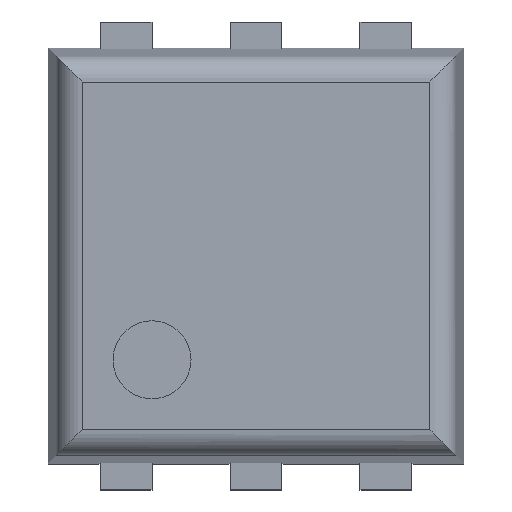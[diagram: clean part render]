
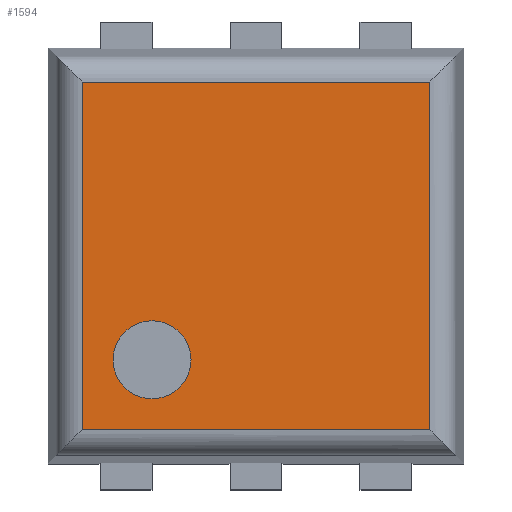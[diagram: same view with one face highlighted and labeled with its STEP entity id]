
A CAD part, top view. The second image highlights one B-rep face of the part: STEP entity #1594.
In plain terms, the highlighted planar face has unit normal (0, 0, 1).
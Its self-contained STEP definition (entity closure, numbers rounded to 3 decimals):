
#44 = CYLINDRICAL_SURFACE('',#45,0.1);
#45 = AXIS2_PLACEMENT_3D('',#46,#47,#48);
#46 = CARTESIAN_POINT('',(-0.76,0.668,0.38));
#47 = DIRECTION('',(1.,0.,0.));
#48 = DIRECTION('',(0.,0.996,0.089));
#460 = VERTEX_POINT('',#461);
#461 = CARTESIAN_POINT('',(-0.668,0.668,0.48));
#479 = CYLINDRICAL_SURFACE('',#480,0.1);
#480 = AXIS2_PLACEMENT_3D('',#481,#482,#483);
#481 = CARTESIAN_POINT('',(-0.668,-0.76,0.38));
#482 = DIRECTION('',(0.,1.,0.));
#483 = DIRECTION('',(-0.996,0.,0.089));
#494 = EDGE_CURVE('',#460,#495,#497,.T.);
#495 = VERTEX_POINT('',#496);
#496 = CARTESIAN_POINT('',(0.668,0.668,0.48));
#497 = SURFACE_CURVE('',#498,(#502,#509),.PCURVE_S1.);
#498 = LINE('',#499,#500);
#499 = CARTESIAN_POINT('',(-0.76,0.668,0.48));
#500 = VECTOR('',#501,1.);
#501 = DIRECTION('',(1.,0.,0.));
#502 = PCURVE('',#44,#503);
#503 = DEFINITIONAL_REPRESENTATION('',(#504),#508);
#504 = LINE('',#505,#506);
#505 = CARTESIAN_POINT('',(1.482,0.));
#506 = VECTOR('',#507,1.);
#507 = DIRECTION('',(0.,1.));
#508 = ( GEOMETRIC_REPRESENTATION_CONTEXT(2) 
PARAMETRIC_REPRESENTATION_CONTEXT() REPRESENTATION_CONTEXT('2D SPACE',''
  ) );
#509 = PCURVE('',#510,#515);
#510 = PLANE('',#511);
#511 = AXIS2_PLACEMENT_3D('',#512,#513,#514);
#512 = CARTESIAN_POINT('',(0.,0.,0.48));
#513 = DIRECTION('',(-0.,-0.,-1.));
#514 = DIRECTION('',(-1.,0.,0.));
#515 = DEFINITIONAL_REPRESENTATION('',(#516),#520);
#516 = LINE('',#517,#518);
#517 = CARTESIAN_POINT('',(0.76,0.668));
#518 = VECTOR('',#519,1.);
#519 = DIRECTION('',(-1.,0.));
#520 = ( GEOMETRIC_REPRESENTATION_CONTEXT(2) 
PARAMETRIC_REPRESENTATION_CONTEXT() REPRESENTATION_CONTEXT('2D SPACE',''
  ) );
#540 = CYLINDRICAL_SURFACE('',#541,0.1);
#541 = AXIS2_PLACEMENT_3D('',#542,#543,#544);
#542 = CARTESIAN_POINT('',(0.668,0.76,0.38));
#543 = DIRECTION('',(0.,-1.,0.));
#544 = DIRECTION('',(0.,0.,1.));
#1538 = VERTEX_POINT('',#1539);
#1539 = CARTESIAN_POINT('',(-0.668,-0.668,0.48));
#1557 = CYLINDRICAL_SURFACE('',#1558,0.1);
#1558 = AXIS2_PLACEMENT_3D('',#1559,#1560,#1561);
#1559 = CARTESIAN_POINT('',(0.76,-0.668,0.38));
#1560 = DIRECTION('',(-1.,0.,0.));
#1561 = DIRECTION('',(0.,0.,1.));
#1572 = EDGE_CURVE('',#1538,#460,#1573,.T.);
#1573 = SURFACE_CURVE('',#1574,(#1578,#1585),.PCURVE_S1.);
#1574 = LINE('',#1575,#1576);
#1575 = CARTESIAN_POINT('',(-0.668,-0.76,0.48));
#1576 = VECTOR('',#1577,1.);
#1577 = DIRECTION('',(0.,1.,0.));
#1578 = PCURVE('',#479,#1579);
#1579 = DEFINITIONAL_REPRESENTATION('',(#1580),#1584);
#1580 = LINE('',#1581,#1582);
#1581 = CARTESIAN_POINT('',(1.482,0.));
#1582 = VECTOR('',#1583,1.);
#1583 = DIRECTION('',(0.,1.));
#1584 = ( GEOMETRIC_REPRESENTATION_CONTEXT(2) 
PARAMETRIC_REPRESENTATION_CONTEXT() REPRESENTATION_CONTEXT('2D SPACE',''
  ) );
#1585 = PCURVE('',#510,#1586);
#1586 = DEFINITIONAL_REPRESENTATION('',(#1587),#1591);
#1587 = LINE('',#1588,#1589);
#1588 = CARTESIAN_POINT('',(0.668,-0.76));
#1589 = VECTOR('',#1590,1.);
#1590 = DIRECTION('',(0.,1.));
#1591 = ( GEOMETRIC_REPRESENTATION_CONTEXT(2) 
PARAMETRIC_REPRESENTATION_CONTEXT() REPRESENTATION_CONTEXT('2D SPACE',''
  ) );
#1594 = ADVANCED_FACE('',(#1595,#1643),#510,.F.);
#1595 = FACE_BOUND('',#1596,.F.);
#1596 = EDGE_LOOP('',(#1597,#1598,#1621,#1642));
#1597 = ORIENTED_EDGE('',*,*,#494,.T.);
#1598 = ORIENTED_EDGE('',*,*,#1599,.T.);
#1599 = EDGE_CURVE('',#495,#1600,#1602,.T.);
#1600 = VERTEX_POINT('',#1601);
#1601 = CARTESIAN_POINT('',(0.668,-0.668,0.48));
#1602 = SURFACE_CURVE('',#1603,(#1607,#1614),.PCURVE_S1.);
#1603 = LINE('',#1604,#1605);
#1604 = CARTESIAN_POINT('',(0.668,0.76,0.48));
#1605 = VECTOR('',#1606,1.);
#1606 = DIRECTION('',(0.,-1.,0.));
#1607 = PCURVE('',#510,#1608);
#1608 = DEFINITIONAL_REPRESENTATION('',(#1609),#1613);
#1609 = LINE('',#1610,#1611);
#1610 = CARTESIAN_POINT('',(-0.668,0.76));
#1611 = VECTOR('',#1612,1.);
#1612 = DIRECTION('',(0.,-1.));
#1613 = ( GEOMETRIC_REPRESENTATION_CONTEXT(2) 
PARAMETRIC_REPRESENTATION_CONTEXT() REPRESENTATION_CONTEXT('2D SPACE',''
  ) );
#1614 = PCURVE('',#540,#1615);
#1615 = DEFINITIONAL_REPRESENTATION('',(#1616),#1620);
#1616 = LINE('',#1617,#1618);
#1617 = CARTESIAN_POINT('',(-0.,0.));
#1618 = VECTOR('',#1619,1.);
#1619 = DIRECTION('',(-0.,1.));
#1620 = ( GEOMETRIC_REPRESENTATION_CONTEXT(2) 
PARAMETRIC_REPRESENTATION_CONTEXT() REPRESENTATION_CONTEXT('2D SPACE',''
  ) );
#1621 = ORIENTED_EDGE('',*,*,#1622,.T.);
#1622 = EDGE_CURVE('',#1600,#1538,#1623,.T.);
#1623 = SURFACE_CURVE('',#1624,(#1628,#1635),.PCURVE_S1.);
#1624 = LINE('',#1625,#1626);
#1625 = CARTESIAN_POINT('',(0.76,-0.668,0.48));
#1626 = VECTOR('',#1627,1.);
#1627 = DIRECTION('',(-1.,0.,0.));
#1628 = PCURVE('',#510,#1629);
#1629 = DEFINITIONAL_REPRESENTATION('',(#1630),#1634);
#1630 = LINE('',#1631,#1632);
#1631 = CARTESIAN_POINT('',(-0.76,-0.668));
#1632 = VECTOR('',#1633,1.);
#1633 = DIRECTION('',(1.,0.));
#1634 = ( GEOMETRIC_REPRESENTATION_CONTEXT(2) 
PARAMETRIC_REPRESENTATION_CONTEXT() REPRESENTATION_CONTEXT('2D SPACE',''
  ) );
#1635 = PCURVE('',#1557,#1636);
#1636 = DEFINITIONAL_REPRESENTATION('',(#1637),#1641);
#1637 = LINE('',#1638,#1639);
#1638 = CARTESIAN_POINT('',(-0.,0.));
#1639 = VECTOR('',#1640,1.);
#1640 = DIRECTION('',(-0.,1.));
#1641 = ( GEOMETRIC_REPRESENTATION_CONTEXT(2) 
PARAMETRIC_REPRESENTATION_CONTEXT() REPRESENTATION_CONTEXT('2D SPACE',''
  ) );
#1642 = ORIENTED_EDGE('',*,*,#1572,.T.);
#1643 = FACE_BOUND('',#1644,.F.);
#1644 = EDGE_LOOP('',(#1645));
#1645 = ORIENTED_EDGE('',*,*,#1646,.F.);
#1646 = EDGE_CURVE('',#1647,#1647,#1649,.T.);
#1647 = VERTEX_POINT('',#1648);
#1648 = CARTESIAN_POINT('',(-0.25,-0.4,0.48));
#1649 = SURFACE_CURVE('',#1650,(#1655,#1662),.PCURVE_S1.);
#1650 = CIRCLE('',#1651,0.15);
#1651 = AXIS2_PLACEMENT_3D('',#1652,#1653,#1654);
#1652 = CARTESIAN_POINT('',(-0.4,-0.4,0.48));
#1653 = DIRECTION('',(0.,0.,-1.));
#1654 = DIRECTION('',(1.,0.,0.));
#1655 = PCURVE('',#510,#1656);
#1656 = DEFINITIONAL_REPRESENTATION('',(#1657),#1661);
#1657 = CIRCLE('',#1658,0.15);
#1658 = AXIS2_PLACEMENT_2D('',#1659,#1660);
#1659 = CARTESIAN_POINT('',(0.4,-0.4));
#1660 = DIRECTION('',(-1.,0.));
#1661 = ( GEOMETRIC_REPRESENTATION_CONTEXT(2) 
PARAMETRIC_REPRESENTATION_CONTEXT() REPRESENTATION_CONTEXT('2D SPACE',''
  ) );
#1662 = PCURVE('',#1663,#1668);
#1663 = CYLINDRICAL_SURFACE('',#1664,0.15);
#1664 = AXIS2_PLACEMENT_3D('',#1665,#1666,#1667);
#1665 = CARTESIAN_POINT('',(-0.4,-0.4,0.47));
#1666 = DIRECTION('',(-0.,-0.,-1.));
#1667 = DIRECTION('',(1.,0.,0.));
#1668 = DEFINITIONAL_REPRESENTATION('',(#1669),#1673);
#1669 = LINE('',#1670,#1671);
#1670 = CARTESIAN_POINT('',(-6.283,-0.01));
#1671 = VECTOR('',#1672,1.);
#1672 = DIRECTION('',(1.,-0.));
#1673 = ( GEOMETRIC_REPRESENTATION_CONTEXT(2) 
PARAMETRIC_REPRESENTATION_CONTEXT() REPRESENTATION_CONTEXT('2D SPACE',''
  ) );
